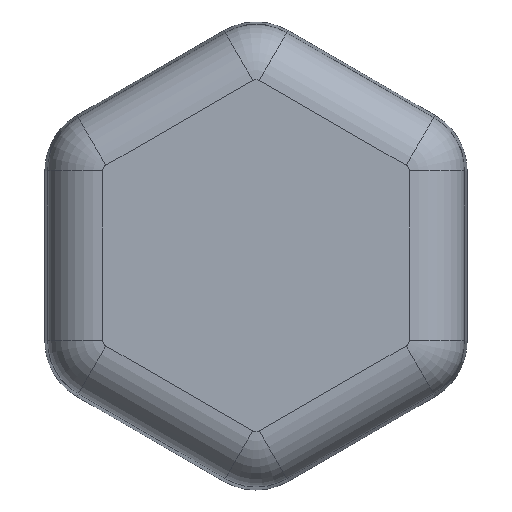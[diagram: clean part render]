
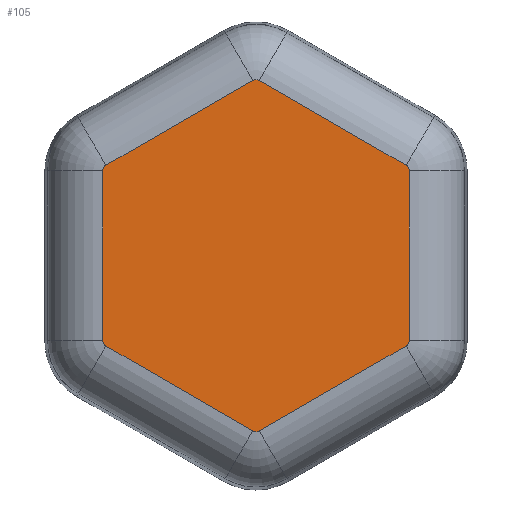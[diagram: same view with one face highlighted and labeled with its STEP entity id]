
A CAD part, top view. The second image highlights one B-rep face of the part: STEP entity #105.
In plain terms, the highlighted planar face has unit normal (0, 0, 1).
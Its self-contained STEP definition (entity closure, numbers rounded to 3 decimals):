
#105=ADVANCED_FACE('',(#178),#179,.F.);
#178=FACE_OUTER_BOUND('',#261,.T.);
#179=PLANE('',#262);
#261=EDGE_LOOP('',(#525,#526,#527,#528,#529,#530,#531,#532,#533,#534,#535,#536));
#262=AXIS2_PLACEMENT_3D('',#537,#538,#539);
#525=ORIENTED_EDGE('',*,*,#664,.T.);
#526=ORIENTED_EDGE('',*,*,#660,.T.);
#527=ORIENTED_EDGE('',*,*,#666,.T.);
#528=ORIENTED_EDGE('',*,*,#671,.T.);
#529=ORIENTED_EDGE('',*,*,#677,.T.);
#530=ORIENTED_EDGE('',*,*,#683,.T.);
#531=ORIENTED_EDGE('',*,*,#689,.T.);
#532=ORIENTED_EDGE('',*,*,#691,.T.);
#533=ORIENTED_EDGE('',*,*,#687,.T.);
#534=ORIENTED_EDGE('',*,*,#681,.T.);
#535=ORIENTED_EDGE('',*,*,#675,.T.);
#536=ORIENTED_EDGE('',*,*,#669,.T.);
#537=CARTESIAN_POINT('',(-8.0,4.619,12.0));
#538=DIRECTION('',(0.,0.0,-1.0));
#539=DIRECTION('',(-0.5,0.866,0.));
#660=EDGE_CURVE('',#797,#795,#798,.F.);
#664=EDGE_CURVE('',#800,#797,#804,.F.);
#666=EDGE_CURVE('',#795,#805,#807,.F.);
#669=EDGE_CURVE('',#808,#800,#812,.F.);
#671=EDGE_CURVE('',#805,#814,#816,.F.);
#675=EDGE_CURVE('',#818,#808,#822,.F.);
#677=EDGE_CURVE('',#814,#824,#826,.F.);
#681=EDGE_CURVE('',#828,#818,#832,.F.);
#683=EDGE_CURVE('',#824,#834,#836,.F.);
#687=EDGE_CURVE('',#838,#828,#842,.F.);
#689=EDGE_CURVE('',#834,#844,#846,.F.);
#691=EDGE_CURVE('',#844,#838,#848,.F.);
#795=VERTEX_POINT('',#992);
#797=VERTEX_POINT('',#994);
#798=LINE('',#995,#996);
#800=VERTEX_POINT('',#998);
#804=CIRCLE('',#1002,0.342);
#805=VERTEX_POINT('',#1003);
#807=CIRCLE('',#1005,0.342);
#808=VERTEX_POINT('',#1006);
#812=LINE('',#1011,#1012);
#814=VERTEX_POINT('',#1014);
#816=LINE('',#1016,#1017);
#818=VERTEX_POINT('',#1020);
#822=CIRCLE('',#1024,0.342);
#824=VERTEX_POINT('',#1026);
#826=CIRCLE('',#1028,0.342);
#828=VERTEX_POINT('',#1030);
#832=LINE('',#1035,#1036);
#834=VERTEX_POINT('',#1038);
#836=LINE('',#1040,#1041);
#838=VERTEX_POINT('',#1044);
#842=CIRCLE('',#1048,0.342);
#844=VERTEX_POINT('',#1050);
#846=CIRCLE('',#1052,0.342);
#848=LINE('',#1054,#1055);
#992=CARTESIAN_POINT('',(-8.171,4.915,12.0));
#994=CARTESIAN_POINT('',(-0.171,9.534,12.0));
#995=CARTESIAN_POINT('',(-8.171,4.915,12.0));
#996=VECTOR('',#1188,1000.0);
#998=CARTESIAN_POINT('',(0.171,9.534,12.0));
#1002=AXIS2_PLACEMENT_3D('',#1198,#1199,#1200);
#1003=CARTESIAN_POINT('',(-8.342,4.619,12.0));
#1005=AXIS2_PLACEMENT_3D('',#1204,#1205,#1206);
#1006=CARTESIAN_POINT('',(8.171,4.915,12.0));
#1011=CARTESIAN_POINT('',(0.171,9.534,12.0));
#1012=VECTOR('',#1211,1000.0);
#1014=CARTESIAN_POINT('',(-8.342,-4.619,12.0));
#1016=CARTESIAN_POINT('',(-8.342,-4.619,12.0));
#1017=VECTOR('',#1215,1000.0);
#1020=CARTESIAN_POINT('',(8.342,4.619,12.0));
#1024=AXIS2_PLACEMENT_3D('',#1223,#1224,#1225);
#1026=CARTESIAN_POINT('',(-8.171,-4.915,12.0));
#1028=AXIS2_PLACEMENT_3D('',#1229,#1230,#1231);
#1030=CARTESIAN_POINT('',(8.342,-4.619,12.0));
#1035=CARTESIAN_POINT('',(8.342,4.619,12.0));
#1036=VECTOR('',#1239,1000.0);
#1038=CARTESIAN_POINT('',(-0.171,-9.534,12.0));
#1040=CARTESIAN_POINT('',(-0.171,-9.534,12.0));
#1041=VECTOR('',#1243,1000.0);
#1044=CARTESIAN_POINT('',(8.171,-4.915,12.0));
#1048=AXIS2_PLACEMENT_3D('',#1251,#1252,#1253);
#1050=CARTESIAN_POINT('',(0.171,-9.534,12.0));
#1052=AXIS2_PLACEMENT_3D('',#1257,#1258,#1259);
#1054=CARTESIAN_POINT('',(8.171,-4.915,12.0));
#1055=VECTOR('',#1263,1000.0);
#1188=DIRECTION('',(0.866,0.5,0.));
#1198=CARTESIAN_POINT('',(0.,9.238,12.0));
#1199=DIRECTION('',(0.,0.0,-1.0));
#1200=DIRECTION('',(-1.0,0.0,0.));
#1204=CARTESIAN_POINT('',(-8.0,4.619,12.0));
#1205=DIRECTION('',(0.,0.0,-1.0));
#1206=DIRECTION('',(-1.0,0.0,0.));
#1211=DIRECTION('',(0.866,-0.5,0.));
#1215=DIRECTION('',(0.,1.0,0.));
#1223=CARTESIAN_POINT('',(8.0,4.619,12.0));
#1224=DIRECTION('',(0.,0.0,-1.0));
#1225=DIRECTION('',(-1.0,0.0,0.));
#1229=CARTESIAN_POINT('',(-8.0,-4.619,12.0));
#1230=DIRECTION('',(0.,0.0,-1.0));
#1231=DIRECTION('',(-1.0,0.0,0.));
#1239=DIRECTION('',(0.,-1.0,0.));
#1243=DIRECTION('',(-0.866,0.5,0.));
#1251=CARTESIAN_POINT('',(8.0,-4.619,12.0));
#1252=DIRECTION('',(0.,0.0,-1.0));
#1253=DIRECTION('',(-1.0,0.0,0.));
#1257=CARTESIAN_POINT('',(0.,-9.238,12.0));
#1258=DIRECTION('',(0.,0.0,-1.0));
#1259=DIRECTION('',(-1.0,0.0,0.));
#1263=DIRECTION('',(-0.866,-0.5,0.));
